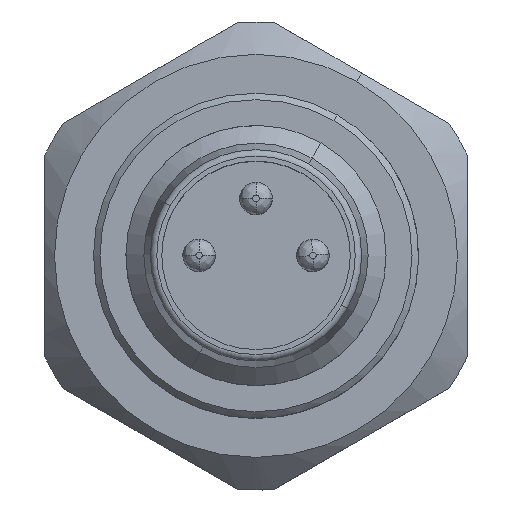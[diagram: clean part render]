
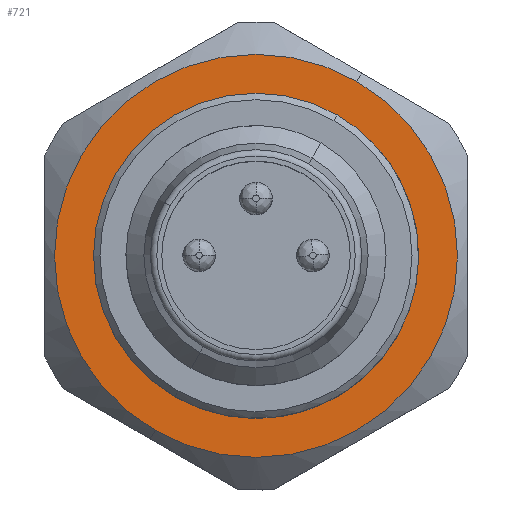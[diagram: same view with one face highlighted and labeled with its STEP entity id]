
A CAD part, top view. The second image highlights one B-rep face of the part: STEP entity #721.
In plain terms, the highlighted planar face has unit normal (0, 0, 1).
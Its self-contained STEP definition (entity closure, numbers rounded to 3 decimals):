
#366=AXIS2_PLACEMENT_3D('Circle Axis2P3D',#364,#365,$) ;
#678=AXIS2_PLACEMENT_3D('Circle Axis2P3D',#676,#677,$) ;
#697=AXIS2_PLACEMENT_3D('Plane Axis2P3D',#694,#695,#696) ;
#705=AXIS2_PLACEMENT_3D('Circle Axis2P3D',#703,#704,$) ;
#714=AXIS2_PLACEMENT_3D('Circle Axis2P3D',#712,#713,$) ;
#359=CARTESIAN_POINT('Vertex',(9.6,12.569,14.35)) ;
#364=CARTESIAN_POINT('Axis2P3D Location',(6.5,7.2,14.35)) ;
#368=CARTESIAN_POINT('Vertex',(3.4,1.831,14.35)) ;
#676=CARTESIAN_POINT('Axis2P3D Location',(6.5,7.2,14.35)) ;
#694=CARTESIAN_POINT('Axis2P3D Location',(3.7,2.35,14.35)) ;
#703=CARTESIAN_POINT('Axis2P3D Location',(6.5,7.2,14.35)) ;
#707=CARTESIAN_POINT('Vertex',(9.,11.53,14.35)) ;
#709=CARTESIAN_POINT('Vertex',(4.,2.87,14.35)) ;
#712=CARTESIAN_POINT('Axis2P3D Location',(6.5,7.2,14.35)) ;
#365=DIRECTION('Axis2P3D Direction',(0.,0.,-1.)) ;
#677=DIRECTION('Axis2P3D Direction',(0.,0.,-1.)) ;
#695=DIRECTION('Axis2P3D Direction',(0.,0.,1.)) ;
#696=DIRECTION('Axis2P3D XDirection',(0.866,-0.5,0.)) ;
#704=DIRECTION('Axis2P3D Direction',(0.,0.,1.)) ;
#713=DIRECTION('Axis2P3D Direction',(0.,0.,1.)) ;
#700=ORIENTED_EDGE('',*,*,#370,.T.) ;
#701=ORIENTED_EDGE('',*,*,#680,.T.) ;
#718=ORIENTED_EDGE('',*,*,#711,.F.) ;
#719=ORIENTED_EDGE('',*,*,#716,.F.) ;
#720=FACE_BOUND('',#717,.T.) ;
#721=ADVANCED_FACE('V1',(#702,#720),#698,.T.) ;
#367=CIRCLE('generated circle',#366,6.2) ;
#679=CIRCLE('generated circle',#678,6.2) ;
#706=CIRCLE('generated circle',#705,5.) ;
#715=CIRCLE('generated circle',#714,5.) ;
#370=EDGE_CURVE('',#369,#360,#367,.F.) ;
#680=EDGE_CURVE('',#360,#369,#679,.F.) ;
#711=EDGE_CURVE('',#708,#710,#706,.T.) ;
#716=EDGE_CURVE('',#710,#708,#715,.T.) ;
#699=EDGE_LOOP('',(#700,#701)) ;
#717=EDGE_LOOP('',(#718,#719)) ;
#702=FACE_OUTER_BOUND('',#699,.T.) ;
#698=PLANE('',#697) ;
#360=VERTEX_POINT('',#359) ;
#369=VERTEX_POINT('',#368) ;
#708=VERTEX_POINT('',#707) ;
#710=VERTEX_POINT('',#709) ;
